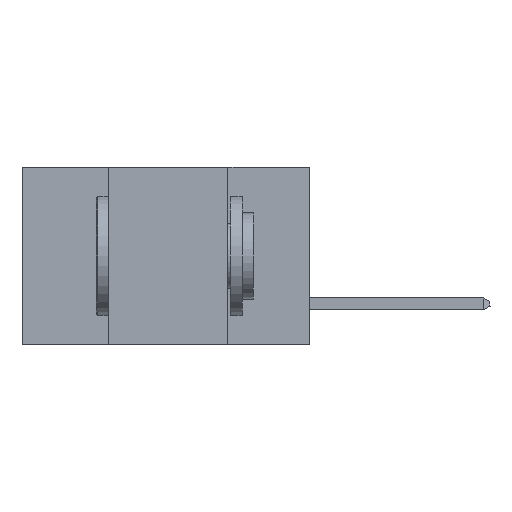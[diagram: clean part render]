
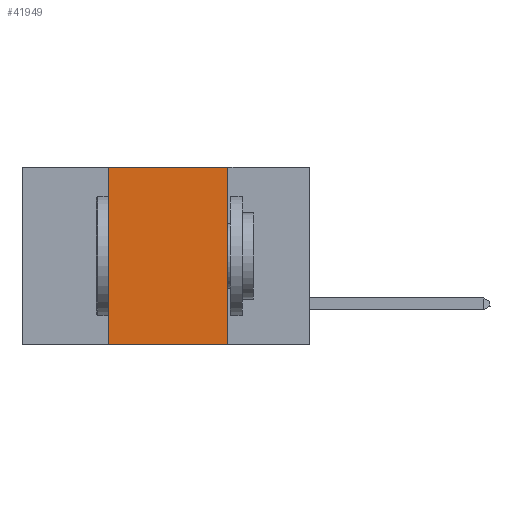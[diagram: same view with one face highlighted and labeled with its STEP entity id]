
A CAD part, left-side view. The second image highlights one B-rep face of the part: STEP entity #41949.
In plain terms, the highlighted planar face has unit normal (-1, 0, 0).
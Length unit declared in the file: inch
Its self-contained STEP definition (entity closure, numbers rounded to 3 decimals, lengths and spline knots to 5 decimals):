
#735 = CARTESIAN_POINT ( 'NONE',  ( 0., 0.17, -0.37 ) ) ;
#763 = DIRECTION ( 'NONE',  ( 0., 0., -1. ) ) ;
#5780 = VECTOR ( 'NONE', #21575, 39.37008 ) ;
#6364 = DIRECTION ( 'NONE',  ( 0., 0., -1. ) ) ;
#8269 = EDGE_CURVE ( 'NONE', #12544, #12252, #40445, .T. ) ;
#8741 = EDGE_LOOP ( 'NONE', ( #25202, #21186, #38471, #34945 ) ) ;
#12252 = VERTEX_POINT ( 'NONE', #24526 ) ;
#12544 = VERTEX_POINT ( 'NONE', #36202 ) ;
#13382 = CARTESIAN_POINT ( 'NONE',  ( 0., 0.6, 0. ) ) ;
#13450 = LINE ( 'NONE', #38208, #27304 ) ;
#18379 = CARTESIAN_POINT ( 'NONE',  ( 0., 0.6, -0.37 ) ) ;
#20541 = FACE_OUTER_BOUND ( 'NONE', #8741, .T. ) ;
#21186 = ORIENTED_EDGE ( 'NONE', *, *, #30962, .F. ) ;
#21575 = DIRECTION ( 'NONE',  ( 0., 0., 1. ) ) ;
#22505 = CARTESIAN_POINT ( 'NONE',  ( 0., 0.42, 0. ) ) ;
#22623 = CARTESIAN_POINT ( 'NONE',  ( 0., 0.17, 0. ) ) ;
#22831 = CARTESIAN_POINT ( 'NONE',  ( 0., 0.17, 0. ) ) ;
#23005 = VERTEX_POINT ( 'NONE', #22831 ) ;
#23347 = PLANE ( 'NONE',  #31807 ) ;
#24526 = CARTESIAN_POINT ( 'NONE',  ( 0., 0.42, 0. ) ) ;
#24608 = DIRECTION ( 'NONE',  ( 0., -1., 0. ) ) ;
#25202 = ORIENTED_EDGE ( 'NONE', *, *, #41151, .F. ) ;
#27304 = VECTOR ( 'NONE', #24608, 39.37008 ) ;
#30962 = EDGE_CURVE ( 'NONE', #12252, #23005, #13450, .T. ) ;
#31807 = AXIS2_PLACEMENT_3D ( 'NONE', #13382, #39897, #763 ) ;
#32678 = EDGE_CURVE ( 'NONE', #12544, #33055, #37894, .T. ) ;
#33055 = VERTEX_POINT ( 'NONE', #735 ) ;
#34520 = DIRECTION ( 'NONE',  ( 0., -1., 0. ) ) ;
#34945 = ORIENTED_EDGE ( 'NONE', *, *, #32678, .T. ) ;
#36202 = CARTESIAN_POINT ( 'NONE',  ( 0., 0.42, -0.37 ) ) ;
#36987 = LINE ( 'NONE', #22623, #38084 ) ;
#37894 = LINE ( 'NONE', #18379, #41467 ) ;
#38084 = VECTOR ( 'NONE', #6364, 39.37008 ) ;
#38208 = CARTESIAN_POINT ( 'NONE',  ( 0., 0.6, 0. ) ) ;
#38471 = ORIENTED_EDGE ( 'NONE', *, *, #8269, .F. ) ;
#39897 = DIRECTION ( 'NONE',  ( 1., 0., 0. ) ) ;
#40445 = LINE ( 'NONE', #22505, #5780 ) ;
#41151 = EDGE_CURVE ( 'NONE', #23005, #33055, #36987, .T. ) ;
#41467 = VECTOR ( 'NONE', #34520, 39.37008 ) ;
#41949 = ADVANCED_FACE ( 'NONE', ( #20541 ), #23347, .F. ) ;
